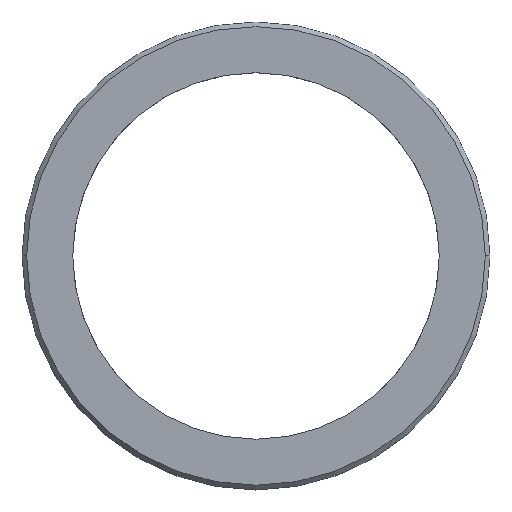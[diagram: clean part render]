
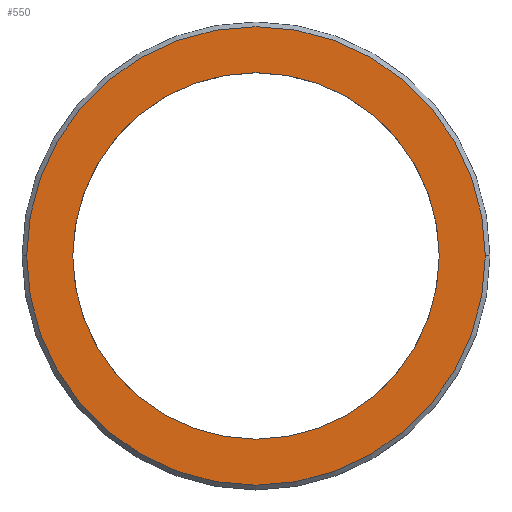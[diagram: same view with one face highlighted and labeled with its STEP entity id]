
A CAD part, top view. The second image highlights one B-rep face of the part: STEP entity #550.
In plain terms, the highlighted planar face has unit normal (0, 0, 1).
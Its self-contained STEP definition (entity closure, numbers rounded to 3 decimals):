
#23 = CIRCLE ( 'NONE', #1019, 11.75 ) ;
#55 = CARTESIAN_POINT ( 'NONE',  ( 11.75, 0., 0. ) ) ;
#87 = VERTEX_POINT ( 'NONE', #175 ) ;
#93 = EDGE_LOOP ( 'NONE', ( #538, #526 ) ) ;
#122 = AXIS2_PLACEMENT_3D ( 'NONE', #744, #207, #906 ) ;
#152 = DIRECTION ( 'NONE',  ( 1., 0., 0. ) ) ;
#154 = DIRECTION ( 'NONE',  ( 0., 0., 1. ) ) ;
#155 = CARTESIAN_POINT ( 'NONE',  ( 0., 0., 0. ) ) ;
#168 = FACE_BOUND ( 'NONE', #800, .T. ) ;
#175 = CARTESIAN_POINT ( 'NONE',  ( -14.7, 0., 0. ) ) ;
#194 = EDGE_CURVE ( 'NONE', #841, #621, #23, .T. ) ;
#201 = PLANE ( 'NONE',  #122 ) ;
#207 = DIRECTION ( 'NONE',  ( 0., 0., 1. ) ) ;
#232 = DIRECTION ( 'NONE',  ( 1., 0., 0. ) ) ;
#241 = DIRECTION ( 'NONE',  ( 0., 0., 1. ) ) ;
#248 = CARTESIAN_POINT ( 'NONE',  ( 0., 0., 0. ) ) ;
#317 = CARTESIAN_POINT ( 'NONE',  ( 0., 0., 0. ) ) ;
#329 = DIRECTION ( 'NONE',  ( 0., 0., 1. ) ) ;
#334 = DIRECTION ( 'NONE',  ( 1., 0., 0. ) ) ;
#383 = CARTESIAN_POINT ( 'NONE',  ( -11.75, 0., 0. ) ) ;
#415 = FACE_OUTER_BOUND ( 'NONE', #93, .T. ) ;
#459 = AXIS2_PLACEMENT_3D ( 'NONE', #155, #154, #152 ) ;
#477 = VERTEX_POINT ( 'NONE', #796 ) ;
#524 = ORIENTED_EDGE ( 'NONE', *, *, #945, .F. ) ;
#525 = ORIENTED_EDGE ( 'NONE', *, *, #194, .F. ) ;
#526 = ORIENTED_EDGE ( 'NONE', *, *, #684, .T. ) ;
#538 = ORIENTED_EDGE ( 'NONE', *, *, #726, .T. ) ;
#550 = ADVANCED_FACE ( 'NONE', ( #415, #168 ), #201, .T. ) ;
#582 = AXIS2_PLACEMENT_3D ( 'NONE', #248, #241, #232 ) ;
#621 = VERTEX_POINT ( 'NONE', #383 ) ;
#629 = CIRCLE ( 'NONE', #909, 11.75 ) ;
#680 = DIRECTION ( 'NONE',  ( 1., 0., 0. ) ) ;
#684 = EDGE_CURVE ( 'NONE', #477, #87, #832, .T. ) ;
#726 = EDGE_CURVE ( 'NONE', #87, #477, #852, .T. ) ;
#744 = CARTESIAN_POINT ( 'NONE',  ( 0., -15., 0. ) ) ;
#745 = DIRECTION ( 'NONE',  ( 0., 0., 1. ) ) ;
#759 = CARTESIAN_POINT ( 'NONE',  ( 0., 0., 0. ) ) ;
#796 = CARTESIAN_POINT ( 'NONE',  ( 14.7, 0., 0. ) ) ;
#800 = EDGE_LOOP ( 'NONE', ( #525, #524 ) ) ;
#832 = CIRCLE ( 'NONE', #582, 14.7 ) ;
#841 = VERTEX_POINT ( 'NONE', #55 ) ;
#852 = CIRCLE ( 'NONE', #459, 14.7 ) ;
#906 = DIRECTION ( 'NONE',  ( 1., 0., 0. ) ) ;
#909 = AXIS2_PLACEMENT_3D ( 'NONE', #759, #745, #680 ) ;
#945 = EDGE_CURVE ( 'NONE', #621, #841, #629, .T. ) ;
#1019 = AXIS2_PLACEMENT_3D ( 'NONE', #317, #329, #334 ) ;
